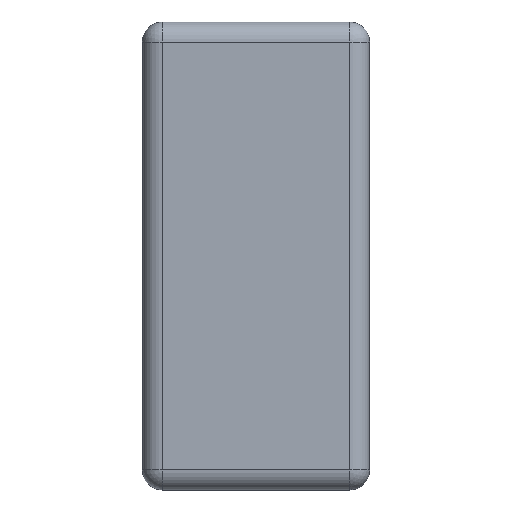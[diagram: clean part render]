
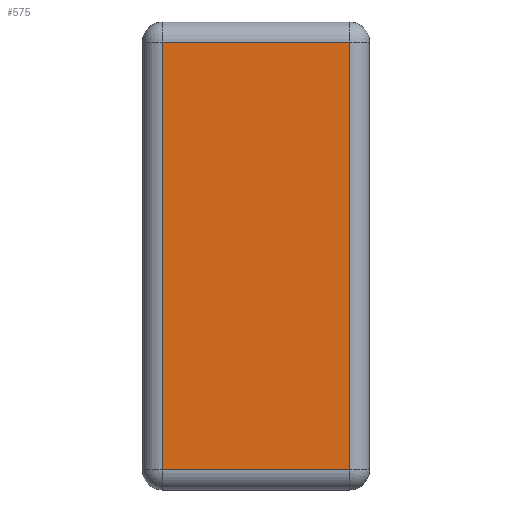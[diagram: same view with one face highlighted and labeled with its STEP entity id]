
A CAD part, left-side view. The second image highlights one B-rep face of the part: STEP entity #575.
In plain terms, the highlighted planar face has unit normal (-1, 0, 0).
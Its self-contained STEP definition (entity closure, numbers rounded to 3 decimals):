
#52=LINE('',#953,#84);
#56=LINE('',#973,#88);
#61=LINE('',#987,#93);
#63=LINE('',#990,#95);
#84=VECTOR('',#776,10.);
#88=VECTOR('',#800,10.);
#93=VECTOR('',#817,10.);
#95=VECTOR('',#821,10.);
#140=FACE_OUTER_BOUND('',#181,.T.);
#181=EDGE_LOOP('',(#459,#460,#461,#462));
#248=VERTEX_POINT('',#924);
#254=VERTEX_POINT('',#944);
#259=VERTEX_POINT('',#966);
#264=VERTEX_POINT('',#982);
#309=EDGE_CURVE('',#248,#254,#52,.T.);
#319=EDGE_CURVE('',#259,#248,#56,.T.);
#327=EDGE_CURVE('',#254,#264,#61,.T.);
#329=EDGE_CURVE('',#264,#259,#63,.T.);
#459=ORIENTED_EDGE('',*,*,#309,.F.);
#460=ORIENTED_EDGE('',*,*,#319,.F.);
#461=ORIENTED_EDGE('',*,*,#329,.F.);
#462=ORIENTED_EDGE('',*,*,#327,.F.);
#503=PLANE('',#668);
#575=ADVANCED_FACE('',(#140),#503,.T.);
#668=AXIS2_PLACEMENT_3D('',#1005,#842,#843);
#776=DIRECTION('',(0.,1.,0.));
#800=DIRECTION('',(0.,0.,-1.));
#817=DIRECTION('',(0.,0.,1.));
#821=DIRECTION('',(0.,-1.,0.));
#842=DIRECTION('center_axis',(-1.,0.,0.));
#843=DIRECTION('ref_axis',(0.,-1.,0.));
#924=CARTESIAN_POINT('',(-24.1,-8.487,-17.));
#944=CARTESIAN_POINT('',(-24.1,5.513,-17.));
#953=CARTESIAN_POINT('',(-24.1,2.763,-17.));
#966=CARTESIAN_POINT('',(-24.1,-8.487,15.));
#973=CARTESIAN_POINT('',(-24.1,-8.487,-18.5));
#982=CARTESIAN_POINT('',(-24.1,5.513,15.));
#987=CARTESIAN_POINT('',(-24.1,5.513,-18.5));
#990=CARTESIAN_POINT('',(-24.1,2.763,15.));
#1005=CARTESIAN_POINT('Origin',(-24.1,7.013,-18.5));
